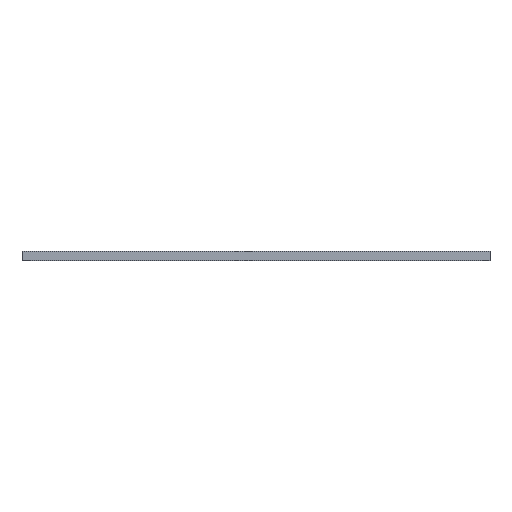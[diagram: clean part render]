
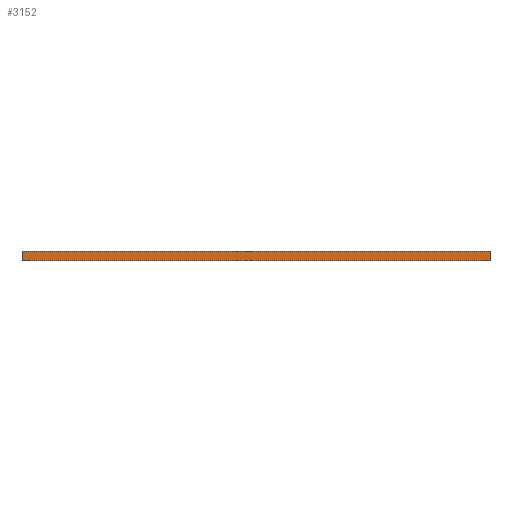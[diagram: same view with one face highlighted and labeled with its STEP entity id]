
A CAD part, top view. The second image highlights one B-rep face of the part: STEP entity #3152.
In plain terms, the highlighted planar face has unit normal (0, 0, 1).
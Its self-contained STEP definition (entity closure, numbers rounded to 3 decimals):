
#164 = PLANE ( 'NONE',  #1769 ) ;
#316 = CARTESIAN_POINT ( 'NONE',  ( 310., 0., 0. ) ) ;
#390 = DIRECTION ( 'NONE',  ( 0., -1., 0. ) ) ;
#430 = CARTESIAN_POINT ( 'NONE',  ( 0., 6., 0. ) ) ;
#488 = VERTEX_POINT ( 'NONE', #2348 ) ;
#577 = CARTESIAN_POINT ( 'NONE',  ( 0., 6., 0. ) ) ;
#617 = VERTEX_POINT ( 'NONE', #316 ) ;
#866 = DIRECTION ( 'NONE',  ( -1., 0., 0. ) ) ;
#947 = EDGE_CURVE ( 'NONE', #2913, #488, #3418, .T. ) ;
#1298 = VECTOR ( 'NONE', #3800, 1000. ) ;
#1365 = ORIENTED_EDGE ( 'NONE', *, *, #3431, .T. ) ;
#1392 = ORIENTED_EDGE ( 'NONE', *, *, #3313, .T. ) ;
#1555 = LINE ( 'NONE', #3050, #2863 ) ;
#1620 = ORIENTED_EDGE ( 'NONE', *, *, #947, .F. ) ;
#1769 = AXIS2_PLACEMENT_3D ( 'NONE', #577, #2344, #866 ) ;
#2344 = DIRECTION ( 'NONE',  ( 0., 0., -1. ) ) ;
#2348 = CARTESIAN_POINT ( 'NONE',  ( 310., 6., 0. ) ) ;
#2350 = LINE ( 'NONE', #3006, #3024 ) ;
#2554 = EDGE_LOOP ( 'NONE', ( #1392, #2584, #1620, #1365 ) ) ;
#2584 = ORIENTED_EDGE ( 'NONE', *, *, #4514, .F. ) ;
#2666 = DIRECTION ( 'NONE',  ( 0., -1., 0. ) ) ;
#2863 = VECTOR ( 'NONE', #390, 1000. ) ;
#2913 = VERTEX_POINT ( 'NONE', #4571 ) ;
#3006 = CARTESIAN_POINT ( 'NONE',  ( 310., 6., 0. ) ) ;
#3024 = VECTOR ( 'NONE', #2666, 1000. ) ;
#3050 = CARTESIAN_POINT ( 'NONE',  ( 0., 6., 0. ) ) ;
#3108 = LINE ( 'NONE', #4076, #1298 ) ;
#3152 = ADVANCED_FACE ( 'NONE', ( #3928 ), #164, .F. ) ;
#3313 = EDGE_CURVE ( 'NONE', #3525, #617, #3108, .T. ) ;
#3418 = LINE ( 'NONE', #430, #4107 ) ;
#3431 = EDGE_CURVE ( 'NONE', #2913, #3525, #1555, .T. ) ;
#3525 = VERTEX_POINT ( 'NONE', #3879 ) ;
#3762 = DIRECTION ( 'NONE',  ( 1., 0., 0. ) ) ;
#3800 = DIRECTION ( 'NONE',  ( 1., 0., 0. ) ) ;
#3879 = CARTESIAN_POINT ( 'NONE',  ( 0., 0., 0. ) ) ;
#3928 = FACE_OUTER_BOUND ( 'NONE', #2554, .T. ) ;
#4076 = CARTESIAN_POINT ( 'NONE',  ( 0., 0., 0. ) ) ;
#4107 = VECTOR ( 'NONE', #3762, 1000. ) ;
#4514 = EDGE_CURVE ( 'NONE', #488, #617, #2350, .T. ) ;
#4571 = CARTESIAN_POINT ( 'NONE',  ( 0., 6., 0. ) ) ;
